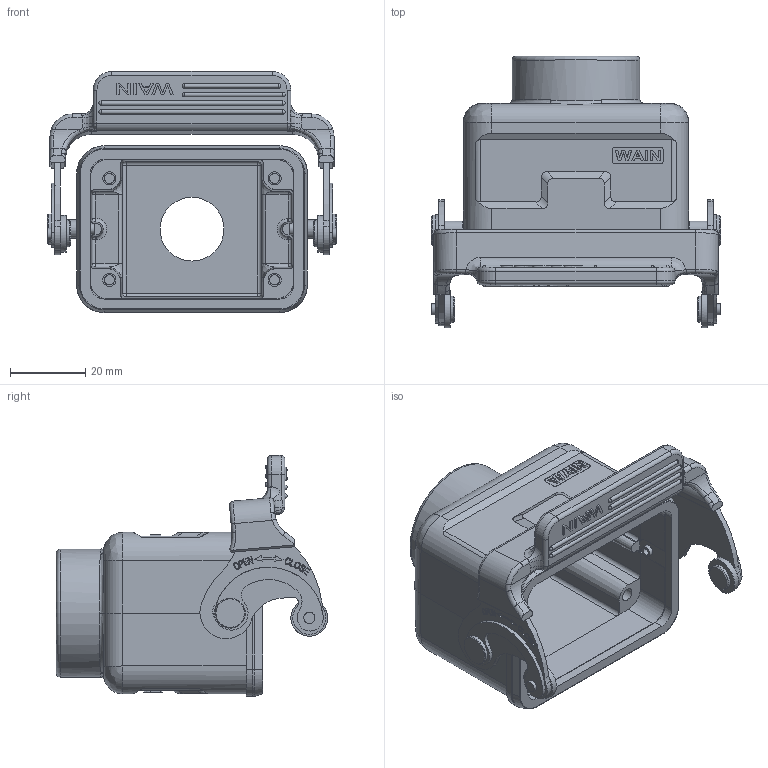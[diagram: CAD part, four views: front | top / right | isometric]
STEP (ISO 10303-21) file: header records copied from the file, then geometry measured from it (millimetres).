
FILE_DESCRIPTION(/* description */ (''),/* implementation_level */ '2;1');
FILE_NAME(/* name */ '3D_1111067211008_W6B-CCT-1L_SC-M25_V1.0_stp.stp',/* time_stamp */ '2024-03-21T16:31:18+08:00',/* author */ (''),/* organization */ (''),/* preprocessor_version */ 'ST-DEVELOPER v18.1',/* originating_system */ 'SIEMENS PLM Software NX 1980',/* authorisation */ '');
FILE_SCHEMA (('AUTOMOTIVE_DESIGN { 1 0 10303 214 3 1 1 1 }'));
Length unit declared in the file: millimetre
Products named in the file (1): 3D_1111067211008_W6B-CCT-1L_SC-M25_V1.0_stp
Bounding box: 77 x 72.24 x 64.17 mm (x, y, z)
Volume: 54230.4 mm3; surface area: 30799.6 mm2
Topology: 1 solids, 12 shells, 1177 faces, 3055 edges, 1961 vertices
Faces by surface type: plane 571, cylinder 439, bspline 41, torus 37, extrusion 34, cone 29, sphere 26
Full cylindrical faces by diameter (mm): 1.9 x2, 2.95 x4, 3 x2, 3.5 x4, 4.8 x2, 4.9 x2, 5 x2, 7 x2, 8 x2, 9.8 x2, 17 x1, 19.2 x1, 34 x1
Entity records: 38849 total; most frequent: CARTESIAN_POINT 9795, DIRECTION 5930, ORIENTED_EDGE 5894, EDGE_CURVE 2947, AXIS2_PLACEMENT_3D 2124, VERTEX_POINT 1925, VECTOR 1682, LINE 1648
